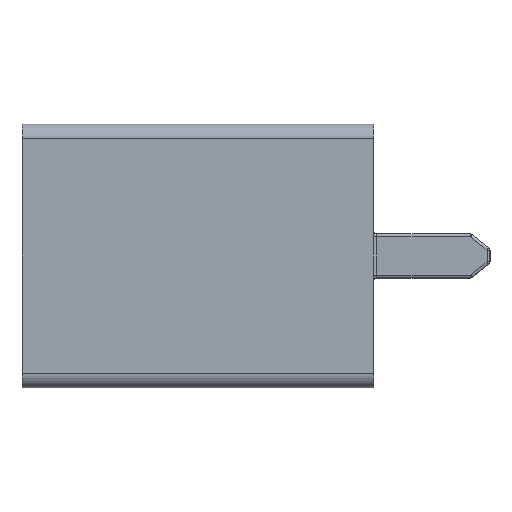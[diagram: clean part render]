
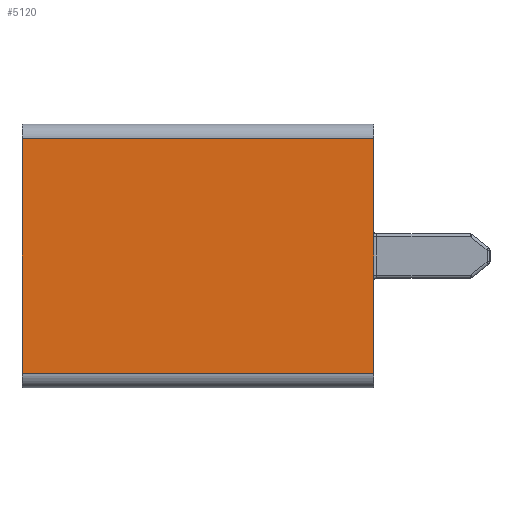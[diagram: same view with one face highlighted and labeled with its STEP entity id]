
A CAD part, left-side view. The second image highlights one B-rep face of the part: STEP entity #5120.
In plain terms, the highlighted planar face has unit normal (-1, 0, 0).
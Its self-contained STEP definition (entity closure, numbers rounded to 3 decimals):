
#255 = LINE ( 'NONE', #3784, #5275 ) ;
#493 = CARTESIAN_POINT ( 'NONE',  ( -12.105, 11.99, -3.995 ) ) ;
#772 = DIRECTION ( 'NONE',  ( 0., 0., -1. ) ) ;
#1058 = EDGE_CURVE ( 'NONE', #2682, #2523, #255, .T. ) ;
#1549 = CARTESIAN_POINT ( 'NONE',  ( -12.105, 0., 3.995 ) ) ;
#1707 = DIRECTION ( 'NONE',  ( 0., 0., 1. ) ) ;
#1754 = CARTESIAN_POINT ( 'NONE',  ( -12.105, 11.99, -3.995 ) ) ;
#2061 = EDGE_CURVE ( 'NONE', #5874, #2523, #6229, .T. ) ;
#2239 = CARTESIAN_POINT ( 'NONE',  ( -12.105, 0., -3.995 ) ) ;
#2343 = DIRECTION ( 'NONE',  ( 0., -1., 0. ) ) ;
#2359 = CARTESIAN_POINT ( 'NONE',  ( -12.105, 0., -3.995 ) ) ;
#2450 = LINE ( 'NONE', #4487, #4994 ) ;
#2523 = VERTEX_POINT ( 'NONE', #1549 ) ;
#2682 = VERTEX_POINT ( 'NONE', #5141 ) ;
#2874 = FACE_OUTER_BOUND ( 'NONE', #5646, .T. ) ;
#3333 = PLANE ( 'NONE',  #3392 ) ;
#3338 = CARTESIAN_POINT ( 'NONE',  ( -12.105, 11.99, -3.995 ) ) ;
#3339 = ORIENTED_EDGE ( 'NONE', *, *, #4133, .F. ) ;
#3392 = AXIS2_PLACEMENT_3D ( 'NONE', #1754, #3798, #772 ) ;
#3478 = EDGE_CURVE ( 'NONE', #6215, #5874, #4298, .T. ) ;
#3784 = CARTESIAN_POINT ( 'NONE',  ( -12.105, 11.99, 3.995 ) ) ;
#3798 = DIRECTION ( 'NONE',  ( 1., 0., 0. ) ) ;
#4133 = EDGE_CURVE ( 'NONE', #6215, #2682, #2450, .T. ) ;
#4298 = LINE ( 'NONE', #3338, #6148 ) ;
#4487 = CARTESIAN_POINT ( 'NONE',  ( -12.105, 11.99, -3.995 ) ) ;
#4593 = ORIENTED_EDGE ( 'NONE', *, *, #1058, .F. ) ;
#4960 = VECTOR ( 'NONE', #1707, 1000. ) ;
#4994 = VECTOR ( 'NONE', #5590, 1000. ) ;
#5120 = ADVANCED_FACE ( 'NONE', ( #2874 ), #3333, .F. ) ;
#5141 = CARTESIAN_POINT ( 'NONE',  ( -12.105, 11.99, 3.995 ) ) ;
#5206 = ORIENTED_EDGE ( 'NONE', *, *, #3478, .T. ) ;
#5275 = VECTOR ( 'NONE', #2343, 1000. ) ;
#5590 = DIRECTION ( 'NONE',  ( 0., 0., 1. ) ) ;
#5646 = EDGE_LOOP ( 'NONE', ( #6009, #4593, #3339, #5206 ) ) ;
#5797 = DIRECTION ( 'NONE',  ( 0., -1., 0. ) ) ;
#5874 = VERTEX_POINT ( 'NONE', #2359 ) ;
#6009 = ORIENTED_EDGE ( 'NONE', *, *, #2061, .T. ) ;
#6148 = VECTOR ( 'NONE', #5797, 1000. ) ;
#6215 = VERTEX_POINT ( 'NONE', #493 ) ;
#6229 = LINE ( 'NONE', #2239, #4960 ) ;
